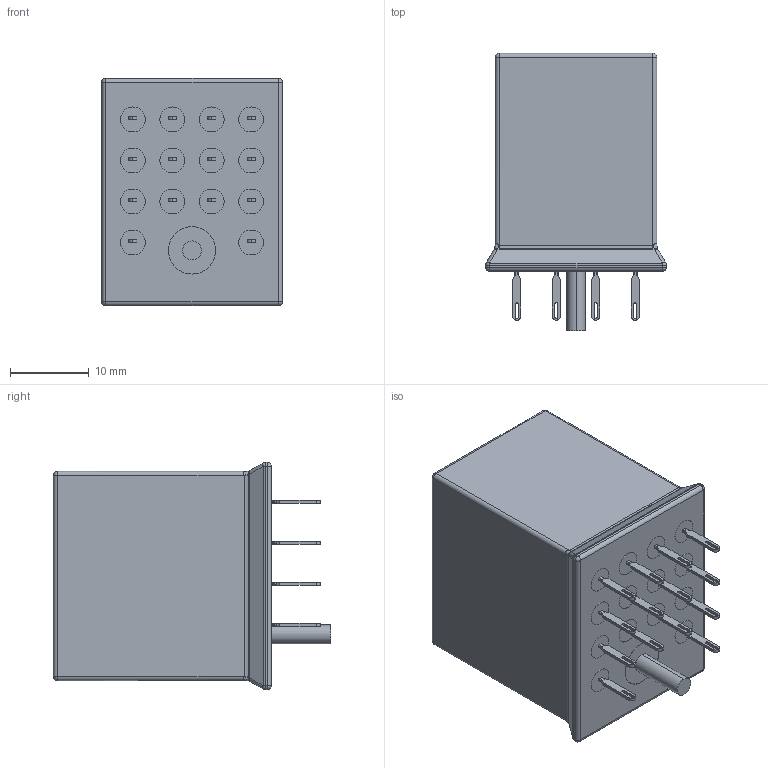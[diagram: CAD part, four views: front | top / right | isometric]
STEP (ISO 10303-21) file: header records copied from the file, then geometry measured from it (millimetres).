
FILE_DESCRIPTION (( 'STEP AP214' ), '1' );
FILE_NAME ('H782-4C5-120A.STEP', '2013-12-02T17:09:59', ( '' ), ( '' ), 'SwSTEP 2.0', 'SolidWorks 2013', '' );
FILE_SCHEMA (( 'AUTOMOTIVE_DESIGN' ));
Length unit declared in the file: millimetre
Products named in the file (1): H782-4C5-120A
Bounding box: 22.9 x 35.12 x 28.8 mm (x, y, z)
Volume: 15263.7 mm3; surface area: 4132.8 mm2
Topology: 2 solids, 2 shells, 408 faces, 1058 edges, 676 vertices
Faces by surface type: plane 186, cylinder 178, bspline 32, sphere 12
Entity records: 17523 total; most frequent: CARTESIAN_POINT 3117, ORIENTED_EDGE 2100, DIRECTION 2012, EDGE_CURVE 1050, AXIS2_PLACEMENT_3D 693, VERTEX_POINT 676, VECTOR 626, LINE 626
